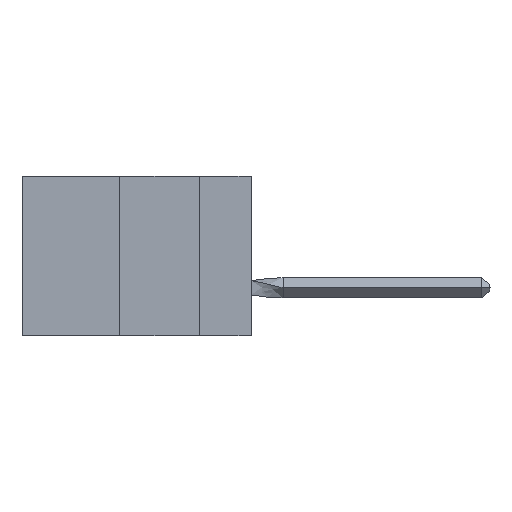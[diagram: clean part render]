
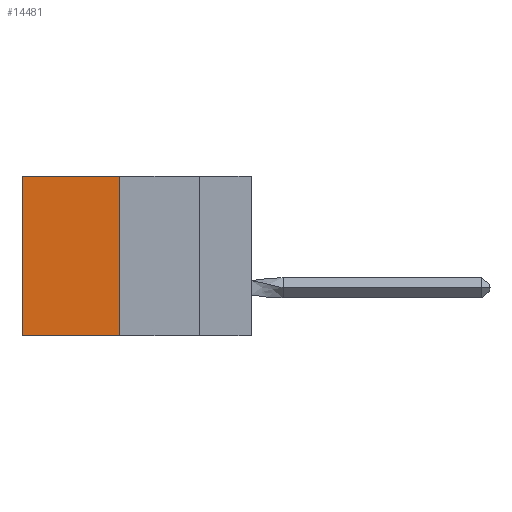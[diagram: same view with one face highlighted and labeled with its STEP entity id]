
A CAD part, left-side view. The second image highlights one B-rep face of the part: STEP entity #14481.
In plain terms, the highlighted planar face has unit normal (-1, 0, 0).
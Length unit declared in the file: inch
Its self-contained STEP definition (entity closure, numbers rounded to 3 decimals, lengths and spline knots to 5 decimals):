
#641 = CARTESIAN_POINT ( 'NONE',  ( 0.305, 0.413, -0.5 ) ) ;
#1033 = CARTESIAN_POINT ( 'NONE',  ( 0.305, 0.413, -0.5 ) ) ;
#2867 = CARTESIAN_POINT ( 'NONE',  ( 0.305, 0.72, -0.5 ) ) ;
#3243 = VECTOR ( 'NONE', #9690, 39.37008 ) ;
#3476 = EDGE_CURVE ( 'NONE', #22374, #22689, #13121, .T. ) ;
#5735 = DIRECTION ( 'NONE',  ( 0., 0., -1. ) ) ;
#5873 = CARTESIAN_POINT ( 'NONE',  ( 0.305, 0.72, 0. ) ) ;
#6377 = AXIS2_PLACEMENT_3D ( 'NONE', #23684, #8962, #12670 ) ;
#7774 = FACE_OUTER_BOUND ( 'NONE', #21205, .T. ) ;
#8943 = EDGE_CURVE ( 'NONE', #18051, #22689, #14873, .T. ) ;
#8962 = DIRECTION ( 'NONE',  ( 1., 0., 0. ) ) ;
#9690 = DIRECTION ( 'NONE',  ( 0., 0., -1. ) ) ;
#10023 = ORIENTED_EDGE ( 'NONE', *, *, #21019, .T. ) ;
#11349 = EDGE_CURVE ( 'NONE', #15355, #18051, #22802, .T. ) ;
#12302 = ORIENTED_EDGE ( 'NONE', *, *, #8943, .F. ) ;
#12617 = DIRECTION ( 'NONE',  ( 0., 1., 0. ) ) ;
#12670 = DIRECTION ( 'NONE',  ( 0., 0., -1. ) ) ;
#13121 = LINE ( 'NONE', #16863, #14550 ) ;
#13617 = ORIENTED_EDGE ( 'NONE', *, *, #3476, .T. ) ;
#14385 = VECTOR ( 'NONE', #12617, 39.37008 ) ;
#14481 = ADVANCED_FACE ( 'NONE', ( #7774 ), #23594, .F. ) ;
#14550 = VECTOR ( 'NONE', #5735, 39.37008 ) ;
#14598 = DIRECTION ( 'NONE',  ( 0., 1., 0. ) ) ;
#14668 = CARTESIAN_POINT ( 'NONE',  ( 0.305, 0.413, -0.5 ) ) ;
#14873 = LINE ( 'NONE', #14668, #20368 ) ;
#15355 = VERTEX_POINT ( 'NONE', #20389 ) ;
#15554 = LINE ( 'NONE', #21998, #14385 ) ;
#16863 = CARTESIAN_POINT ( 'NONE',  ( 0.305, 0.72, -0.5 ) ) ;
#18051 = VERTEX_POINT ( 'NONE', #1033 ) ;
#20368 = VECTOR ( 'NONE', #14598, 39.37008 ) ;
#20389 = CARTESIAN_POINT ( 'NONE',  ( 0.305, 0.413, 0. ) ) ;
#21019 = EDGE_CURVE ( 'NONE', #15355, #22374, #15554, .T. ) ;
#21205 = EDGE_LOOP ( 'NONE', ( #13617, #12302, #23666, #10023 ) ) ;
#21998 = CARTESIAN_POINT ( 'NONE',  ( 0.305, 0.413, 0. ) ) ;
#22374 = VERTEX_POINT ( 'NONE', #5873 ) ;
#22689 = VERTEX_POINT ( 'NONE', #2867 ) ;
#22802 = LINE ( 'NONE', #641, #3243 ) ;
#23594 = PLANE ( 'NONE',  #6377 ) ;
#23666 = ORIENTED_EDGE ( 'NONE', *, *, #11349, .F. ) ;
#23684 = CARTESIAN_POINT ( 'NONE',  ( 0.305, 0.413, -0.5 ) ) ;
